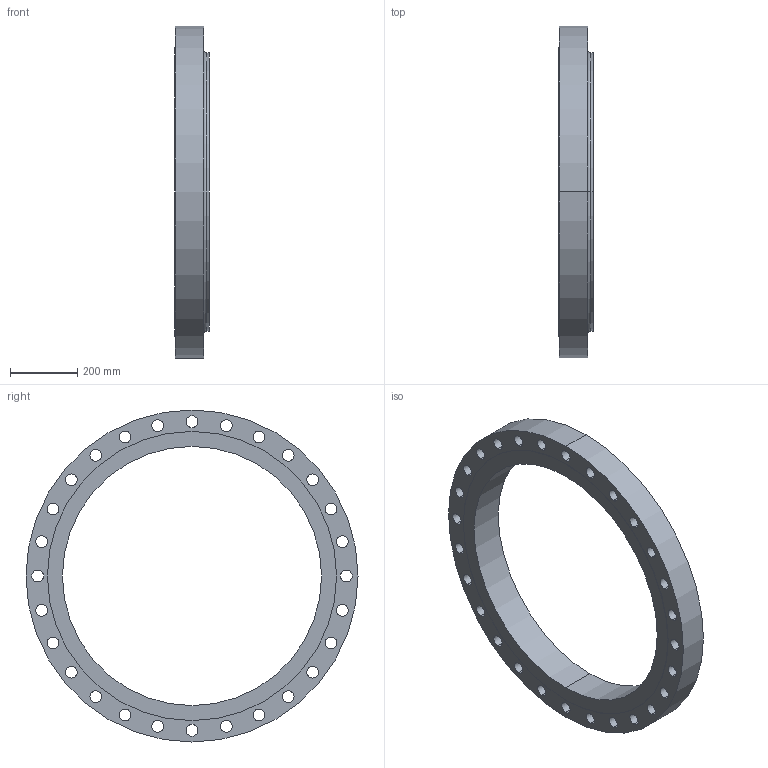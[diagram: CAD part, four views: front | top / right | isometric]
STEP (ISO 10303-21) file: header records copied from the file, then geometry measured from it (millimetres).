
FILE_DESCRIPTION (( 'STEP AP203' ), '1' );
FILE_NAME ('30_150_B1647A_RF_SOF.STEP', '2024-01-12T03:19:59', ( '' ), ( '' ), 'SwSTEP 2.0', 'SolidWorks 2023', '' );
FILE_SCHEMA (( 'CONFIG_CONTROL_DESIGN' ));
Length unit declared in the file: inch
Products named in the file (1): 30_150_B1647A_RF_SOF
Bounding box: 101.6 x 984.25 x 984.25 mm (x, y, z)
Volume: 24114071.7 mm3; surface area: 1339496.9 mm2
Topology: 1 solids, 1 shells, 70 faces, 196 edges, 130 vertices
Faces by surface type: cylinder 64, plane 4, torus 2
Entity records: 2531 total; most frequent: DIRECTION 470, CARTESIAN_POINT 397, ORIENTED_EDGE 392, AXIS2_PLACEMENT_3D 203, EDGE_CURVE 196, CIRCLE 132, VERTEX_POINT 130, EDGE_LOOP 130
